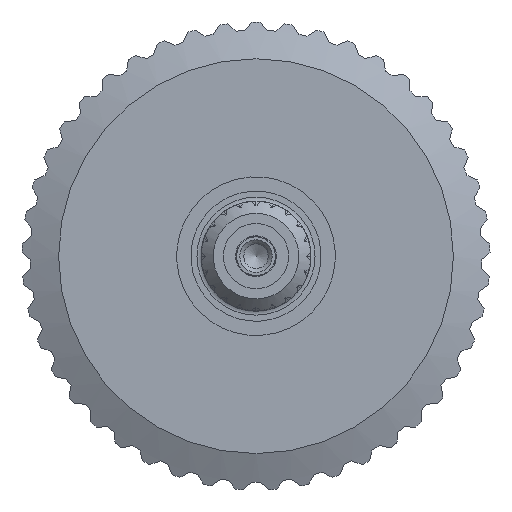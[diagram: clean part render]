
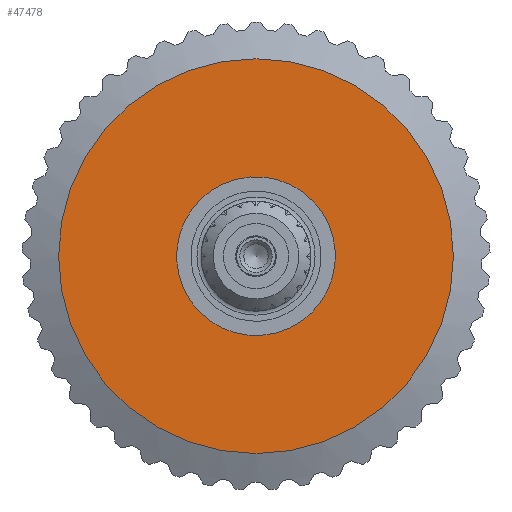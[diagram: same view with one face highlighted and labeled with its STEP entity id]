
A CAD part, left-side view. The second image highlights one B-rep face of the part: STEP entity #47478.
In plain terms, the highlighted planar face has unit normal (-1, 0, 0).
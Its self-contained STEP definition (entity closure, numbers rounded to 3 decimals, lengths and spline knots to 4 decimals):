
#6547=CIRCLE('',#48116,1.95);
#6644=CIRCLE('',#48400,4.85);
#16138=ORIENTED_EDGE('',*,*,#20445,.F.);
#16139=ORIENTED_EDGE('',*,*,#21000,.F.);
#20445=EDGE_CURVE('',#23158,#23158,#6547,.T.);
#21000=EDGE_CURVE('',#23529,#23529,#6644,.T.);
#23158=VERTEX_POINT('',#102192);
#23529=VERTEX_POINT('',#105705);
#26396=EDGE_LOOP('',(#16138));
#26397=EDGE_LOOP('',(#16139));
#28745=FACE_BOUND('',#26396,.T.);
#28746=FACE_BOUND('',#26397,.T.);
#28965=PLANE('',#48401);
#47478=ADVANCED_FACE('',(#28745,#28746),#28965,.T.);
#48116=AXIS2_PLACEMENT_3D('',#102191,#49738,#49739);
#48400=AXIS2_PLACEMENT_3D('',#105704,#50486,#50487);
#48401=AXIS2_PLACEMENT_3D('',#105706,#50488,#50489);
#49738=DIRECTION('',(-1.,0.,0.));
#49739=DIRECTION('',(0.,0.41,0.912));
#50486=DIRECTION('',(1.,0.,0.));
#50487=DIRECTION('',(0.,0.,-1.));
#50488=DIRECTION('',(-1.,0.,0.));
#50489=DIRECTION('',(0.,0.,1.));
#102191=CARTESIAN_POINT('',(4.9,0.,0.));
#102192=CARTESIAN_POINT('',(4.9,0.7986,1.779));
#105704=CARTESIAN_POINT('',(4.9,0.,0.));
#105705=CARTESIAN_POINT('',(4.9,0.,-4.85));
#105706=CARTESIAN_POINT('',(4.9,0.,-4.85));
